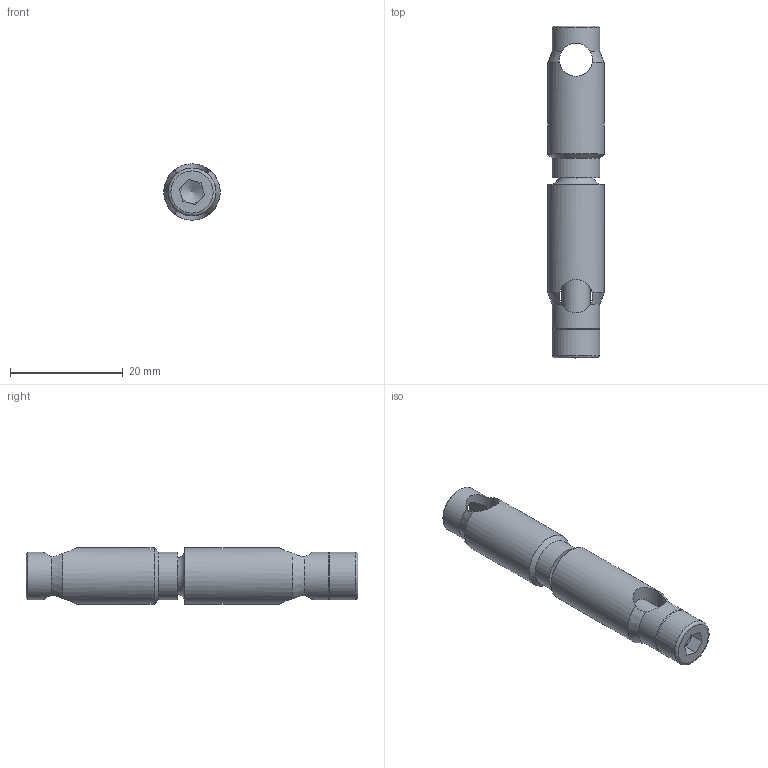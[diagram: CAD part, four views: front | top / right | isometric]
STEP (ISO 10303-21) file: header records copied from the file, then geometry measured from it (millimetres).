
FILE_DESCRIPTION(/* description */ (''),/* implementation_level */ '2;1');
FILE_NAME(/* name */ '13222_KriTec_Automatik-Stossverbindungssatz_6_verzinkt.stp',/* time_stamp */ '2019-09-03T15:22:59+02:00',/* author */ ('jendrek'),/* organization */ (''),/* preprocessor_version */ 'ST-DEVELOPER v17',/* originating_system */ 'Autodesk Inventor 2018',/* authorisation */ '');
FILE_SCHEMA (('AUTOMOTIVE_DESIGN { 1 0 10303 214 3 1 1 }'));
Length unit declared in the file: millimetre
Products named in the file (4): 13222_KriTec_Automatik-Stossverbindungssatz_6_verzinkt; 13222_1; 13222_2; 13222_3
Assembly tree (3 placements, depth 2):
  13222_KriTec_Automatik-Stossverbindungssatz_6_verzinkt
    13222_1
    13222_2
    13222_3
Bounding box: 10 x 59 x 10 mm (x, y, z)
Volume: 3581.8 mm3; surface area: 3727.6 mm2
Topology: 3 solids, 3 shells, 193 faces, 563 edges, 373 vertices
Faces by surface type: plane 80, cone 69, torus 33, cylinder 11
Full cylindrical faces by diameter (mm): 4.1 x1, 5 x2, 5.9 x2, 8.5 x4, 10 x2
Entity records: 7445 total; most frequent: CARTESIAN_POINT 1727, DIRECTION 1221, ORIENTED_EDGE 1124, EDGE_CURVE 562, AXIS2_PLACEMENT_3D 501, VERTEX_POINT 373, CIRCLE 293, LINE 219
